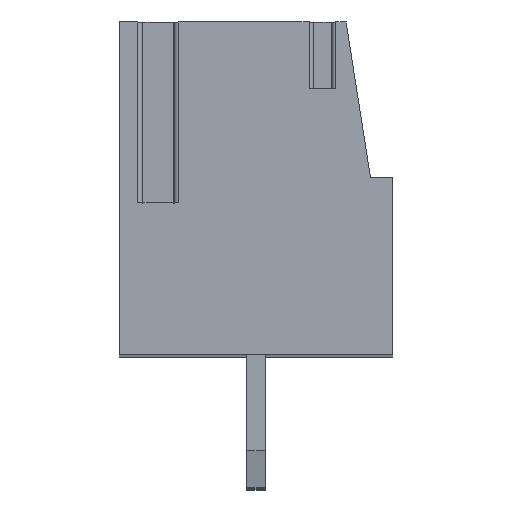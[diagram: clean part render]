
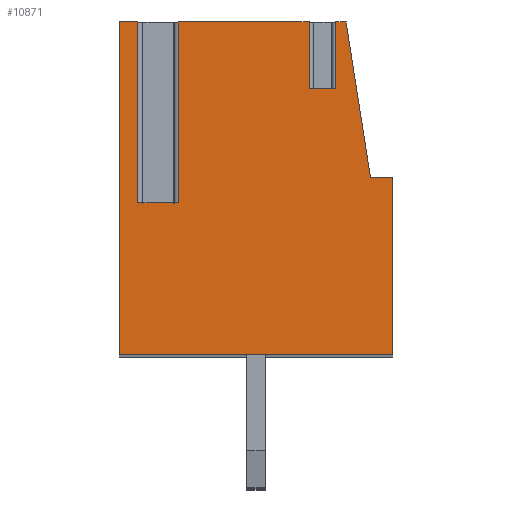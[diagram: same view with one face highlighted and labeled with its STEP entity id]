
A CAD part, top view. The second image highlights one B-rep face of the part: STEP entity #10871.
In plain terms, the highlighted planar face has unit normal (0, 0, 1).
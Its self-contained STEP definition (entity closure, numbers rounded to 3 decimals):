
#3103=DIRECTION('',(0.,1.,0.));
#3104=VECTOR('',#3103,1.8);
#3105=CARTESIAN_POINT('',(1.436,2.4,1.905));
#3106=LINE('',#3105,#3104);
#3107=DIRECTION('',(0.,1.,0.));
#3108=VECTOR('',#3107,1.8);
#3109=CARTESIAN_POINT('',(2.164,2.4,1.905));
#3110=LINE('',#3109,#3108);
#3111=DIRECTION('',(-1.,0.,0.));
#3112=VECTOR('',#3111,0.276);
#3113=CARTESIAN_POINT('',(2.44,4.2,1.905));
#3114=LINE('',#3113,#3112);
#3115=DIRECTION('',(-0.155,0.988,0.));
#3116=VECTOR('',#3115,4.252);
#3117=CARTESIAN_POINT('',(3.1,0.,1.905));
#3118=LINE('',#3117,#3116);
#3119=DIRECTION('',(-1.,0.,0.));
#3120=VECTOR('',#3119,0.6);
#3121=CARTESIAN_POINT('',(3.7,0.,1.905));
#3122=LINE('',#3121,#3120);
#3123=DIRECTION('',(0.,1.,0.));
#3124=VECTOR('',#3123,4.8);
#3125=CARTESIAN_POINT('',(3.7,-4.8,1.905));
#3126=LINE('',#3125,#3124);
#3127=DIRECTION('',(1.,0.,0.));
#3128=VECTOR('',#3127,7.4);
#3129=CARTESIAN_POINT('',(-3.7,-4.8,1.905));
#3130=LINE('',#3129,#3128);
#3131=DIRECTION('',(0.,-1.,0.));
#3132=VECTOR('',#3131,9.);
#3133=CARTESIAN_POINT('',(-3.7,4.2,1.905));
#3134=LINE('',#3133,#3132);
#3135=DIRECTION('',(-1.,0.,0.));
#3136=VECTOR('',#3135,0.504);
#3137=CARTESIAN_POINT('',(-3.196,4.2,1.905));
#3138=LINE('',#3137,#3136);
#3139=DIRECTION('',(0.,1.,0.));
#3140=VECTOR('',#3139,4.9);
#3141=CARTESIAN_POINT('',(-3.196,-0.7,1.905));
#3142=LINE('',#3141,#3140);
#3143=DIRECTION('',(-1.,0.,0.));
#3144=VECTOR('',#3143,1.093);
#3145=CARTESIAN_POINT('',(-2.104,-0.7,1.905));
#3146=LINE('',#3145,#3144);
#3147=DIRECTION('',(0.,1.,0.));
#3148=VECTOR('',#3147,4.9);
#3149=CARTESIAN_POINT('',(-2.104,-0.7,1.905));
#3150=LINE('',#3149,#3148);
#3151=DIRECTION('',(-1.,0.,0.));
#3152=VECTOR('',#3151,3.54);
#3153=CARTESIAN_POINT('',(1.436,4.2,1.905));
#3154=LINE('',#3153,#3152);
#3164=DIRECTION('',(1.,0.,0.));
#3165=VECTOR('',#3164,0.728);
#3166=CARTESIAN_POINT('',(1.436,2.4,1.905));
#3167=LINE('',#3166,#3165);
#5075=CARTESIAN_POINT('',(3.7,0.,1.905));
#5076=CARTESIAN_POINT('',(3.1,0.,1.905));
#5077=VERTEX_POINT('',#5075);
#5078=VERTEX_POINT('',#5076);
#5079=CARTESIAN_POINT('',(2.44,4.2,1.905));
#5080=VERTEX_POINT('',#5079);
#5081=CARTESIAN_POINT('',(-3.7,4.2,1.905));
#5082=CARTESIAN_POINT('',(-3.7,-4.8,1.905));
#5083=VERTEX_POINT('',#5081);
#5084=VERTEX_POINT('',#5082);
#5085=CARTESIAN_POINT('',(3.7,-4.8,1.905));
#5086=VERTEX_POINT('',#5085);
#5095=CARTESIAN_POINT('',(-2.104,-0.7,1.905));
#5096=CARTESIAN_POINT('',(-3.196,-0.7,1.905));
#5097=VERTEX_POINT('',#5095);
#5098=VERTEX_POINT('',#5096);
#5099=CARTESIAN_POINT('',(-3.196,4.2,1.905));
#5100=VERTEX_POINT('',#5099);
#5101=CARTESIAN_POINT('',(-2.104,4.2,1.905));
#5102=VERTEX_POINT('',#5101);
#5107=CARTESIAN_POINT('',(1.436,4.2,1.905));
#5108=VERTEX_POINT('',#5107);
#5110=CARTESIAN_POINT('',(2.164,4.2,1.905));
#5112=VERTEX_POINT('',#5110);
#5175=CARTESIAN_POINT('',(1.436,2.4,1.905));
#5176=VERTEX_POINT('',#5175);
#5178=CARTESIAN_POINT('',(2.164,2.4,1.905));
#5180=VERTEX_POINT('',#5178);
#10840=CARTESIAN_POINT('',(0.,0.,1.905));
#10841=DIRECTION('',(0.,0.,1.));
#10842=DIRECTION('',(1.,0.,0.));
#10843=AXIS2_PLACEMENT_3D('',#10840,#10841,#10842);
#10844=PLANE('',#10843);
#10846=ORIENTED_EDGE('',*,*,#10845,.F.);
#10848=ORIENTED_EDGE('',*,*,#10847,.T.);
#10850=ORIENTED_EDGE('',*,*,#10849,.T.);
#10851=ORIENTED_EDGE('',*,*,#6680,.F.);
#10853=ORIENTED_EDGE('',*,*,#10852,.F.);
#10855=ORIENTED_EDGE('',*,*,#10854,.F.);
#10857=ORIENTED_EDGE('',*,*,#10856,.F.);
#10859=ORIENTED_EDGE('',*,*,#10858,.F.);
#10860=ORIENTED_EDGE('',*,*,#10314,.F.);
#10861=ORIENTED_EDGE('',*,*,#6704,.F.);
#10863=ORIENTED_EDGE('',*,*,#10862,.F.);
#10865=ORIENTED_EDGE('',*,*,#10864,.F.);
#10867=ORIENTED_EDGE('',*,*,#10866,.T.);
#10868=ORIENTED_EDGE('',*,*,#6692,.F.);
#10869=EDGE_LOOP('',(#10846,#10848,#10850,#10851,#10853,#10855,#10857,#10859,
#10860,#10861,#10863,#10865,#10867,#10868));
#10870=FACE_OUTER_BOUND('',#10869,.F.);
#6680=EDGE_CURVE('',#5080,#5112,#3114,.T.);
#6692=EDGE_CURVE('',#5108,#5102,#3154,.T.);
#6704=EDGE_CURVE('',#5100,#5083,#3138,.T.);
#10314=EDGE_CURVE('',#5083,#5084,#3134,.T.);
#10845=EDGE_CURVE('',#5176,#5108,#3106,.T.);
#10847=EDGE_CURVE('',#5176,#5180,#3167,.T.);
#10849=EDGE_CURVE('',#5180,#5112,#3110,.T.);
#10852=EDGE_CURVE('',#5078,#5080,#3118,.T.);
#10854=EDGE_CURVE('',#5077,#5078,#3122,.T.);
#10856=EDGE_CURVE('',#5086,#5077,#3126,.T.);
#10858=EDGE_CURVE('',#5084,#5086,#3130,.T.);
#10862=EDGE_CURVE('',#5098,#5100,#3142,.T.);
#10864=EDGE_CURVE('',#5097,#5098,#3146,.T.);
#10866=EDGE_CURVE('',#5097,#5102,#3150,.T.);
#10871=ADVANCED_FACE('',(#10870),#10844,.T.);
